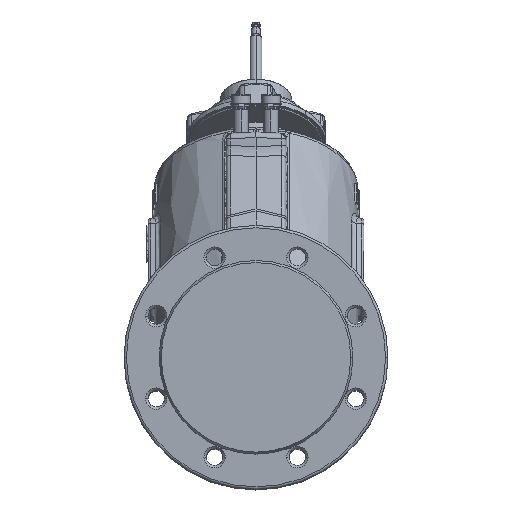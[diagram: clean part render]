
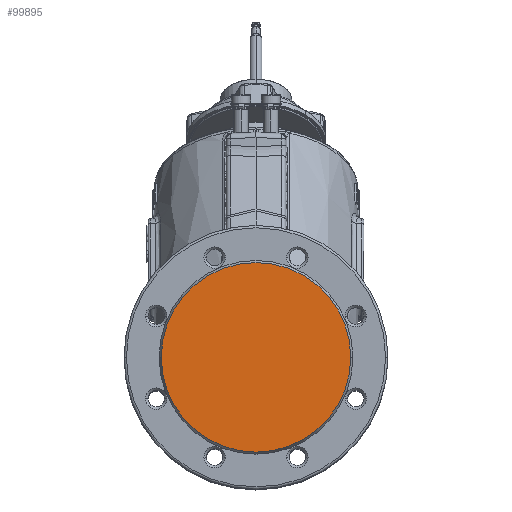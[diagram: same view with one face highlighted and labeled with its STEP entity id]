
A CAD part, top view. The second image highlights one B-rep face of the part: STEP entity #99895.
In plain terms, the highlighted planar face has unit normal (0, 0, 1).
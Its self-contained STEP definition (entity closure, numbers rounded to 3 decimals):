
#3892 = CARTESIAN_POINT ( 'NONE',  ( 0., 0., 0. ) ) ;
#7792 = DIRECTION ( 'NONE',  ( 1., 0., 0. ) ) ;
#14819 = DIRECTION ( 'NONE',  ( 0., 0., 1. ) ) ;
#18971 = CIRCLE ( 'NONE', #69667, 79. ) ;
#20158 = CARTESIAN_POINT ( 'NONE',  ( -79., 0., 0. ) ) ;
#20666 = CARTESIAN_POINT ( 'NONE',  ( 79., 0., 0. ) ) ;
#21855 = EDGE_CURVE ( 'NONE', #109136, #62420, #18971, .T. ) ;
#25486 = CARTESIAN_POINT ( 'NONE',  ( 0., 0., 0. ) ) ;
#34802 = EDGE_LOOP ( 'NONE', ( #73448, #49936 ) ) ;
#39447 = DIRECTION ( 'NONE',  ( 1., 0., 0. ) ) ;
#40322 = AXIS2_PLACEMENT_3D ( 'NONE', #68105, #105328, #39447 ) ;
#49936 = ORIENTED_EDGE ( 'NONE', *, *, #60420, .T. ) ;
#60420 = EDGE_CURVE ( 'NONE', #62420, #109136, #112319, .T. ) ;
#62420 = VERTEX_POINT ( 'NONE', #20666 ) ;
#63269 = DIRECTION ( 'NONE',  ( 0., 0., 1. ) ) ;
#68105 = CARTESIAN_POINT ( 'NONE',  ( 0., 79., 0. ) ) ;
#69667 = AXIS2_PLACEMENT_3D ( 'NONE', #3892, #14819, #107568 ) ;
#73448 = ORIENTED_EDGE ( 'NONE', *, *, #21855, .T. ) ;
#77229 = PLANE ( 'NONE',  #40322 ) ;
#87596 = FACE_OUTER_BOUND ( 'NONE', #34802, .T. ) ;
#99895 = ADVANCED_FACE ( 'NONE', ( #87596 ), #77229, .T. ) ;
#105328 = DIRECTION ( 'NONE',  ( 0., 0., 1. ) ) ;
#107568 = DIRECTION ( 'NONE',  ( 1., 0., 0. ) ) ;
#109136 = VERTEX_POINT ( 'NONE', #20158 ) ;
#112319 = CIRCLE ( 'NONE', #114249, 79. ) ;
#114249 = AXIS2_PLACEMENT_3D ( 'NONE', #25486, #63269, #7792 ) ;
